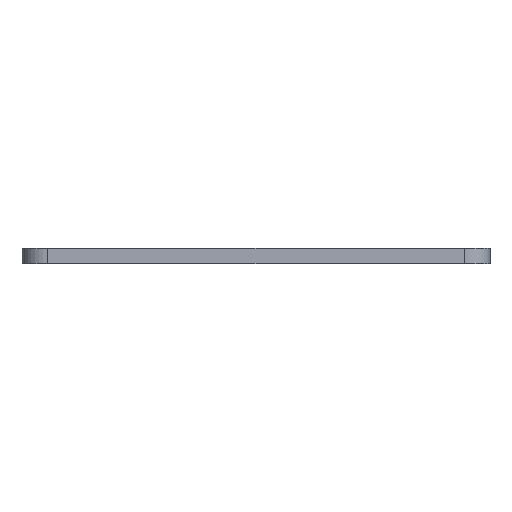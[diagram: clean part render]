
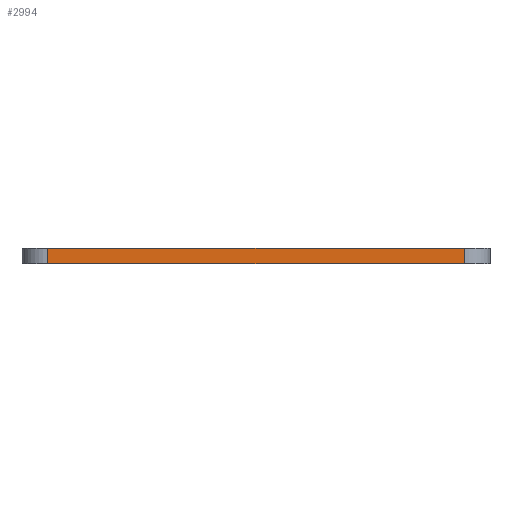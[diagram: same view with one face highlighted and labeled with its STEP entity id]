
A CAD part, front view. The second image highlights one B-rep face of the part: STEP entity #2994.
In plain terms, the highlighted planar face has unit normal (0, -1, 0).
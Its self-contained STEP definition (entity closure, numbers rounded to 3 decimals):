
#93=CARTESIAN_POINT('',(-40.1,-68.875,-97.));
#94=VERTEX_POINT('',#93);
#102=CARTESIAN_POINT('',(40.1,-68.875,-97.));
#103=VERTEX_POINT('',#102);
#104=CARTESIAN_POINT('',(40.1,-68.875,-97.));
#105=DIRECTION('',(-1.,0.,0.));
#106=VECTOR('',#105,80.2);
#107=LINE('',#104,#106);
#108=EDGE_CURVE('',#103,#94,#107,.T.);
#2885=CARTESIAN_POINT('',(40.1,-68.875,-100.));
#2886=VERTEX_POINT('',#2885);
#2894=CARTESIAN_POINT('',(-40.1,-68.875,-100.));
#2895=VERTEX_POINT('',#2894);
#2896=CARTESIAN_POINT('',(-40.1,-68.875,-100.));
#2897=DIRECTION('',(1.,0.,-0.));
#2898=VECTOR('',#2897,80.2);
#2899=LINE('',#2896,#2898);
#2900=EDGE_CURVE('',#2895,#2886,#2899,.T.);
#2973=CARTESIAN_POINT('',(0.,-68.875,-97.));
#2974=DIRECTION('',(0.,1.,0.));
#2975=DIRECTION('',(0.,0.,1.));
#2976=AXIS2_PLACEMENT_3D('',#2973,#2974,#2975);
#2977=PLANE('',#2976);
#2978=ORIENTED_EDGE('',*,*,#2900,.T.);
#2979=CARTESIAN_POINT('',(40.1,-68.875,-100.));
#2980=DIRECTION('',(-0.,-0.,1.));
#2981=VECTOR('',#2980,3.);
#2982=LINE('',#2979,#2981);
#2983=EDGE_CURVE('',#2886,#103,#2982,.T.);
#2984=ORIENTED_EDGE('',*,*,#2983,.T.);
#2985=ORIENTED_EDGE('',*,*,#108,.T.);
#2986=CARTESIAN_POINT('',(-40.1,-68.875,-97.));
#2987=DIRECTION('',(0.,0.,-1.));
#2988=VECTOR('',#2987,3.);
#2989=LINE('',#2986,#2988);
#2990=EDGE_CURVE('',#94,#2895,#2989,.T.);
#2991=ORIENTED_EDGE('',*,*,#2990,.T.);
#2992=EDGE_LOOP('',(#2978,#2984,#2985,#2991));
#2993=FACE_BOUND('',#2992,.T.);
#2994=ADVANCED_FACE('',(#2993),#2977,.F.);
